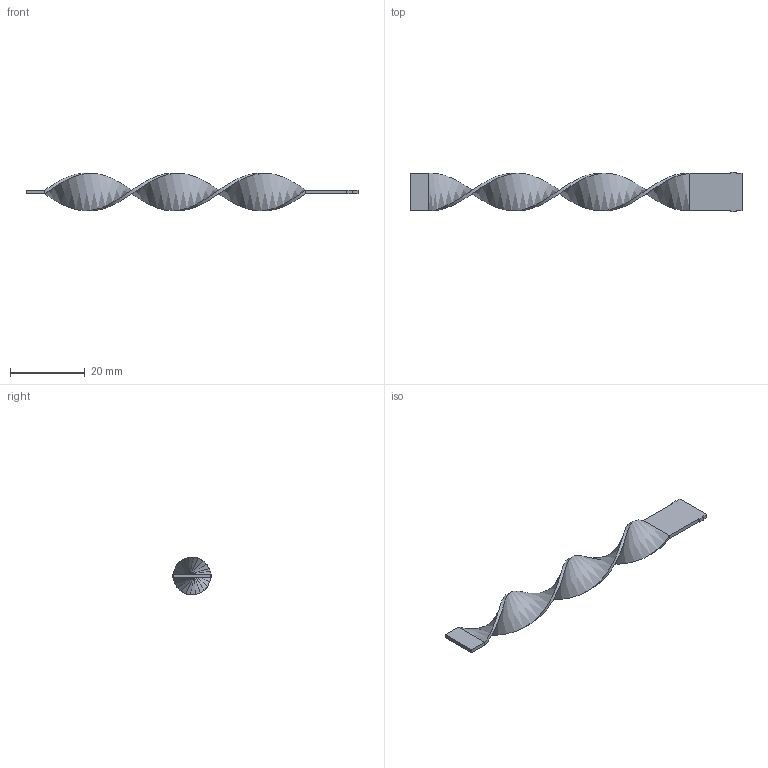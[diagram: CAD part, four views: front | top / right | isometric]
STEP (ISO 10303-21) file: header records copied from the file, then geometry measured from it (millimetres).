
FILE_DESCRIPTION (( 'STEP AP203' ), '1' );
FILE_NAME ('1d8e.STEP', '2023-09-26T17:37:16', ( '' ), ( '' ), 'SwSTEP 2.0', 'SolidWorks 2019', '' );
FILE_SCHEMA (( 'CONFIG_CONTROL_DESIGN' ));
Length unit declared in the file: millimetre
Products named in the file (1): 1d8e
Bounding box: 89 x 10.6 x 10.05 mm (x, y, z)
Volume: 891.3 mm3; surface area: 2082 mm2
Topology: 1 solids, 1 shells, 22 faces, 52 edges, 32 vertices
Faces by surface type: plane 18, bspline 4
Entity records: 1605 total; most frequent: CARTESIAN_POINT 1059, ORIENTED_EDGE 104, DIRECTION 82, EDGE_CURVE 52, VECTOR 44, LINE 44, VERTEX_POINT 32, EDGE_LOOP 22
